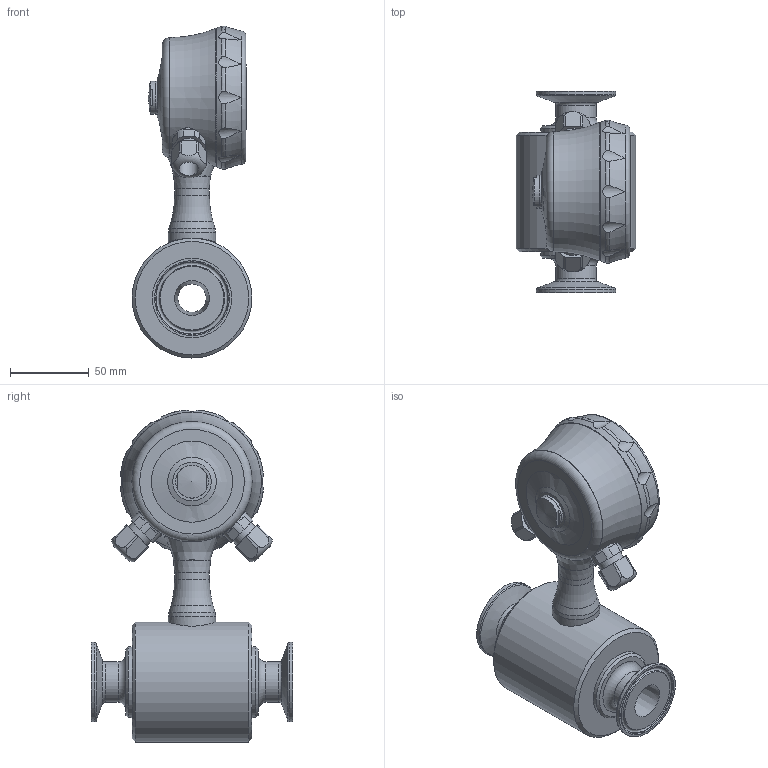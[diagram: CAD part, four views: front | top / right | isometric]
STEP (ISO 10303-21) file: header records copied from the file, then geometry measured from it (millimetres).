
FILE_DESCRIPTION( ( 'Unknown' ), '1' );
FILE_NAME( 'PF75H5xxxxxxx03x1E52xx2xxx0x0.stp', 'Unknown', ( 'Unknown' ), ( 'Unknown' ), 'PSStep 19.0.9', 'Unknown', ' ' );
FILE_SCHEMA( ( 'AUTOMOTIVE_DESIGN { 1 0 10303 214 1 1 1 1 }' ) );
Length unit declared in the file: millimetre
Products named in the file (1): Unterteil_PF75H_Clamp_BS_4528_DN20
Bounding box: 76.1 x 128 x 210.87 mm (x, y, z)
Volume: 675928.9 mm3; surface area: 86944.1 mm2
Topology: 1 solids, 16 shells, 521 faces, 1360 edges, 891 vertices
Faces by surface type: plane 258, cylinder 144, torus 47, cone 39, bspline 21, extrusion 4, revolution 4, sphere 4
Full cylindrical faces by diameter (mm): 3 x1, 3.459 x2, 12 x2, 16 x4, 16.691 x2, 18 x1, 20.8 x1, 21 x1, 22 x1, 23.5 x1, 25.65 x2, 30 x1, 45 x2, 50.5 x2, 76.1 x1, 81.2 x1, 83.7 x1, 88 x1
Entity records: 23241 total; most frequent: CARTESIAN_POINT 7031, ORIENTED_EDGE 2492, DIRECTION 2366, EDGE_CURVE 1246, AXIS2_PLACEMENT_3D 886, VERTEX_POINT 858, EDGE_LOOP 635, VECTOR 590
